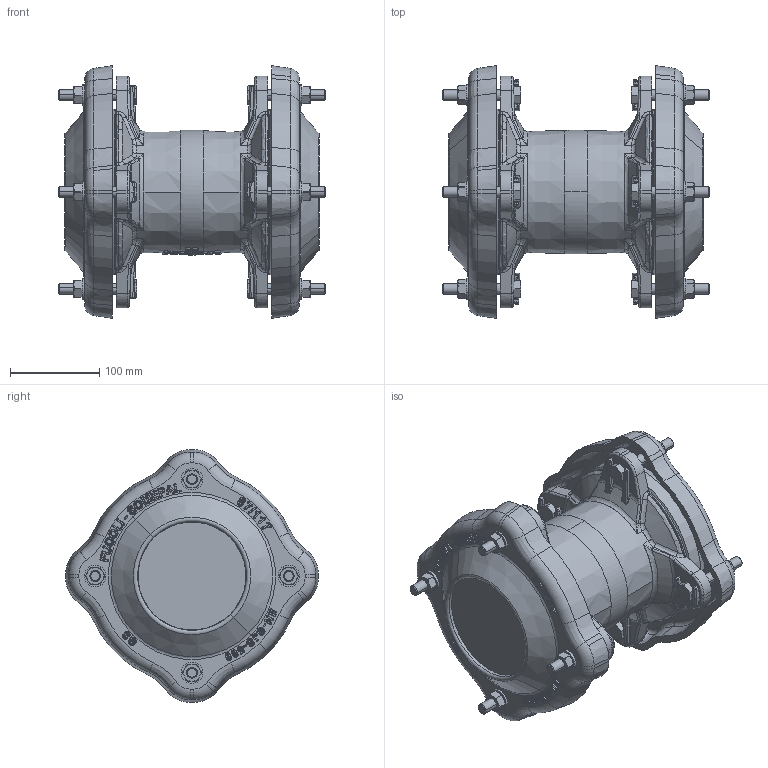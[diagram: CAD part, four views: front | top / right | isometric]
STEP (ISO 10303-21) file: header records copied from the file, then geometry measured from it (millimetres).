
FILE_DESCRIPTION (( 'STEP AP214' ), '1' );
FILE_NAME ('Junta Multimateriais GFIX_MED 87-117.STEP', '2014-09-16T07:17:46', ( '' ), ( '' ), 'SwSTEP 2.0', 'SolidWorks 2014', '' );
FILE_SCHEMA (( 'AUTOMOTIVE_DESIGN' ));
Length unit declared in the file: millimetre
Products named in the file (1): Junta Multimateriais GFIX_MED 87-117
Bounding box: 299.33 x 283.15 x 283.15 mm (x, y, z)
Volume: 6472993.1 mm3; surface area: 460117.1 mm2
Topology: 25 solids, 25 shells, 3613 faces, 8928 edges, 5466 vertices
Faces by surface type: bspline 2207, plane 568, cone 338, cylinder 220, torus 208, sphere 72
Entity records: 283061 total; most frequent: CARTESIAN_POINT 214750, ORIENTED_EDGE 17824, EDGE_CURVE 8912, DIRECTION 6947, B_SPLINE_CURVE_WITH_KNOTS 6223, VERTEX_POINT 5466, EDGE_LOOP 3794, FACE_OUTER_BOUND 3613
